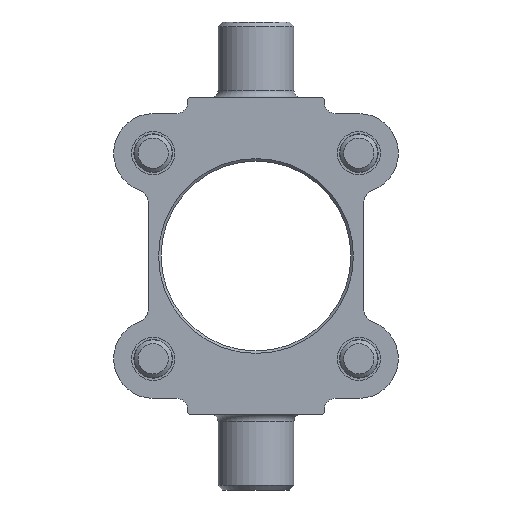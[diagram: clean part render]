
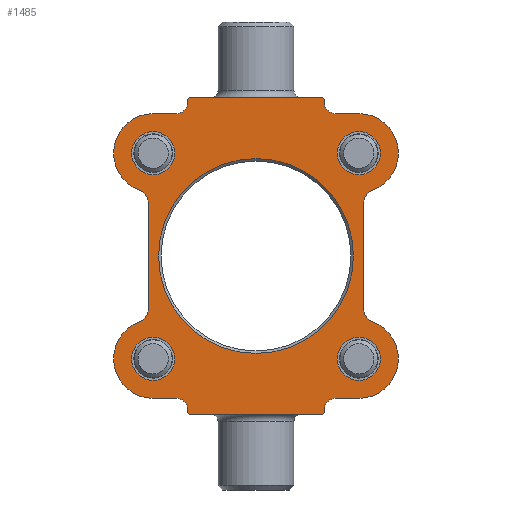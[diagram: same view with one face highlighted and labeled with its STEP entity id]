
A CAD part, front view. The second image highlights one B-rep face of the part: STEP entity #1485.
In plain terms, the highlighted planar face has unit normal (0, -1, 0).
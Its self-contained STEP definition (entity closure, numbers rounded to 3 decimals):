
#82=PLANE('',#1654);
#126=CIRCLE('',#1607,1.8);
#128=CIRCLE('',#1611,6.25);
#130=CIRCLE('',#1614,2.25);
#132=CIRCLE('',#1618,2.25);
#133=CIRCLE('',#1620,6.25);
#134=CIRCLE('',#1623,1.8);
#137=CIRCLE('',#1630,1.8);
#138=CIRCLE('',#1633,6.25);
#139=CIRCLE('',#1635,2.25);
#140=CIRCLE('',#1638,2.25);
#141=CIRCLE('',#1640,6.25);
#142=CIRCLE('',#1643,3.4);
#143=CIRCLE('',#1645,3.4);
#144=CIRCLE('',#1647,3.4);
#146=CIRCLE('',#1650,3.4);
#147=CIRCLE('',#1652,1.8);
#148=CIRCLE('',#1655,15.4);
#409=ORIENTED_EDGE('',*,*,#750,.F.);
#410=ORIENTED_EDGE('',*,*,#748,.T.);
#411=ORIENTED_EDGE('',*,*,#746,.T.);
#412=ORIENTED_EDGE('',*,*,#745,.T.);
#413=ORIENTED_EDGE('',*,*,#744,.T.);
#414=ORIENTED_EDGE('',*,*,#679,.F.);
#415=ORIENTED_EDGE('',*,*,#751,.F.);
#416=ORIENTED_EDGE('',*,*,#673,.F.);
#417=ORIENTED_EDGE('',*,*,#749,.T.);
#418=ORIENTED_EDGE('',*,*,#742,.F.);
#419=ORIENTED_EDGE('',*,*,#740,.F.);
#420=ORIENTED_EDGE('',*,*,#738,.T.);
#421=ORIENTED_EDGE('',*,*,#736,.F.);
#422=ORIENTED_EDGE('',*,*,#732,.T.);
#423=ORIENTED_EDGE('',*,*,#730,.F.);
#424=ORIENTED_EDGE('',*,*,#728,.F.);
#425=ORIENTED_EDGE('',*,*,#726,.T.);
#426=ORIENTED_EDGE('',*,*,#725,.F.);
#427=ORIENTED_EDGE('',*,*,#752,.F.);
#428=ORIENTED_EDGE('',*,*,#716,.F.);
#429=ORIENTED_EDGE('',*,*,#753,.F.);
#430=ORIENTED_EDGE('',*,*,#712,.F.);
#431=ORIENTED_EDGE('',*,*,#710,.T.);
#432=ORIENTED_EDGE('',*,*,#708,.F.);
#433=ORIENTED_EDGE('',*,*,#706,.F.);
#434=ORIENTED_EDGE('',*,*,#704,.T.);
#435=ORIENTED_EDGE('',*,*,#700,.F.);
#436=ORIENTED_EDGE('',*,*,#697,.T.);
#437=ORIENTED_EDGE('',*,*,#694,.F.);
#438=ORIENTED_EDGE('',*,*,#691,.F.);
#439=ORIENTED_EDGE('',*,*,#688,.T.);
#440=ORIENTED_EDGE('',*,*,#687,.F.);
#441=ORIENTED_EDGE('',*,*,#754,.F.);
#673=EDGE_CURVE('',#871,#872,#980,.T.);
#679=EDGE_CURVE('',#874,#875,#985,.T.);
#687=EDGE_CURVE('',#881,#878,#992,.T.);
#688=EDGE_CURVE('',#882,#878,#126,.T.);
#691=EDGE_CURVE('',#882,#884,#994,.T.);
#694=EDGE_CURVE('',#884,#886,#128,.T.);
#697=EDGE_CURVE('',#888,#886,#130,.T.);
#700=EDGE_CURVE('',#888,#890,#999,.T.);
#704=EDGE_CURVE('',#891,#890,#132,.T.);
#706=EDGE_CURVE('',#891,#892,#133,.T.);
#708=EDGE_CURVE('',#892,#893,#1004,.T.);
#710=EDGE_CURVE('',#894,#893,#134,.T.);
#712=EDGE_CURVE('',#894,#895,#1007,.T.);
#716=EDGE_CURVE('',#897,#898,#1010,.T.);
#725=EDGE_CURVE('',#904,#901,#1018,.T.);
#726=EDGE_CURVE('',#905,#901,#137,.T.);
#728=EDGE_CURVE('',#905,#906,#1020,.T.);
#730=EDGE_CURVE('',#906,#907,#138,.T.);
#732=EDGE_CURVE('',#908,#907,#139,.T.);
#736=EDGE_CURVE('',#908,#910,#1024,.T.);
#738=EDGE_CURVE('',#911,#910,#140,.T.);
#740=EDGE_CURVE('',#911,#912,#141,.T.);
#742=EDGE_CURVE('',#912,#913,#1028,.T.);
#744=EDGE_CURVE('',#914,#914,#142,.T.);
#745=EDGE_CURVE('',#915,#915,#143,.T.);
#746=EDGE_CURVE('',#916,#916,#144,.T.);
#748=EDGE_CURVE('',#918,#918,#146,.T.);
#749=EDGE_CURVE('',#871,#913,#147,.T.);
#750=EDGE_CURVE('',#919,#919,#148,.T.);
#751=EDGE_CURVE('',#872,#874,#1030,.T.);
#752=EDGE_CURVE('',#898,#904,#1031,.T.);
#753=EDGE_CURVE('',#895,#897,#1032,.T.);
#754=EDGE_CURVE('',#875,#881,#1033,.T.);
#871=VERTEX_POINT('',#2387);
#872=VERTEX_POINT('',#2388);
#874=VERTEX_POINT('',#2396);
#875=VERTEX_POINT('',#2398);
#878=VERTEX_POINT('',#2406);
#881=VERTEX_POINT('',#2412);
#882=VERTEX_POINT('',#2416);
#884=VERTEX_POINT('',#2422);
#886=VERTEX_POINT('',#2428);
#888=VERTEX_POINT('',#2434);
#890=VERTEX_POINT('',#2440);
#891=VERTEX_POINT('',#2450);
#892=VERTEX_POINT('',#2454);
#893=VERTEX_POINT('',#2458);
#894=VERTEX_POINT('',#2462);
#895=VERTEX_POINT('',#2466);
#897=VERTEX_POINT('',#2473);
#898=VERTEX_POINT('',#2474);
#901=VERTEX_POINT('',#2483);
#904=VERTEX_POINT('',#2489);
#905=VERTEX_POINT('',#2493);
#906=VERTEX_POINT('',#2497);
#907=VERTEX_POINT('',#2501);
#908=VERTEX_POINT('',#2505);
#910=VERTEX_POINT('',#2520);
#911=VERTEX_POINT('',#2524);
#912=VERTEX_POINT('',#2528);
#913=VERTEX_POINT('',#2532);
#914=VERTEX_POINT('',#2536);
#915=VERTEX_POINT('',#2539);
#916=VERTEX_POINT('',#2542);
#918=VERTEX_POINT('',#2547);
#919=VERTEX_POINT('',#2553);
#980=LINE('',#2386,#1072);
#985=LINE('',#2397,#1077);
#992=LINE('',#2413,#1084);
#994=LINE('',#2421,#1086);
#999=LINE('',#2439,#1091);
#1004=LINE('',#2457,#1096);
#1007=LINE('',#2465,#1099);
#1010=LINE('',#2472,#1102);
#1018=LINE('',#2490,#1110);
#1020=LINE('',#2496,#1112);
#1024=LINE('',#2519,#1116);
#1028=LINE('',#2531,#1120);
#1030=LINE('',#2554,#1122);
#1031=LINE('',#2555,#1123);
#1032=LINE('',#2556,#1124);
#1033=LINE('',#2557,#1125);
#1072=VECTOR('',#1844,1000.);
#1077=VECTOR('',#1853,1000.);
#1084=VECTOR('',#1864,1000.);
#1086=VECTOR('',#1874,1000.);
#1091=VECTOR('',#1893,1000.);
#1096=VECTOR('',#1908,1000.);
#1099=VECTOR('',#1917,1000.);
#1102=VECTOR('',#1924,1000.);
#1110=VECTOR('',#1936,1000.);
#1112=VECTOR('',#1944,1000.);
#1116=VECTOR('',#1958,1000.);
#1120=VECTOR('',#1972,1000.);
#1122=VECTOR('',#2002,1000.);
#1123=VECTOR('',#2003,1000.);
#1124=VECTOR('',#2004,1000.);
#1125=VECTOR('',#2005,1000.);
#1195=EDGE_LOOP('',(#409));
#1196=EDGE_LOOP('',(#410));
#1197=EDGE_LOOP('',(#411));
#1198=EDGE_LOOP('',(#412));
#1199=EDGE_LOOP('',(#413));
#1200=EDGE_LOOP('',(#414,#415,#416,#417,#418,#419,#420,#421,#422,#423,#424,
#425,#426,#427,#428,#429,#430,#431,#432,#433,#434,#435,#436,#437,#438,#439,
#440,#441));
#1329=FACE_BOUND('',#1195,.T.);
#1330=FACE_BOUND('',#1196,.T.);
#1331=FACE_BOUND('',#1197,.T.);
#1332=FACE_BOUND('',#1198,.T.);
#1333=FACE_BOUND('',#1199,.T.);
#1334=FACE_BOUND('',#1200,.T.);
#1485=ADVANCED_FACE('',(#1329,#1330,#1331,#1332,#1333,#1334),#82,.F.);
#1607=AXIS2_PLACEMENT_3D('',#2415,#1867,#1868);
#1611=AXIS2_PLACEMENT_3D('',#2427,#1879,#1880);
#1614=AXIS2_PLACEMENT_3D('',#2433,#1886,#1887);
#1618=AXIS2_PLACEMENT_3D('',#2449,#1898,#1899);
#1620=AXIS2_PLACEMENT_3D('',#2453,#1903,#1904);
#1623=AXIS2_PLACEMENT_3D('',#2461,#1912,#1913);
#1630=AXIS2_PLACEMENT_3D('',#2492,#1939,#1940);
#1633=AXIS2_PLACEMENT_3D('',#2500,#1948,#1949);
#1635=AXIS2_PLACEMENT_3D('',#2504,#1953,#1954);
#1638=AXIS2_PLACEMENT_3D('',#2523,#1962,#1963);
#1640=AXIS2_PLACEMENT_3D('',#2527,#1967,#1968);
#1643=AXIS2_PLACEMENT_3D('',#2535,#1976,#1977);
#1645=AXIS2_PLACEMENT_3D('',#2538,#1980,#1981);
#1647=AXIS2_PLACEMENT_3D('',#2541,#1984,#1985);
#1650=AXIS2_PLACEMENT_3D('',#2546,#1990,#1991);
#1652=AXIS2_PLACEMENT_3D('',#2549,#1994,#1995);
#1654=AXIS2_PLACEMENT_3D('',#2551,#1998,#1999);
#1655=AXIS2_PLACEMENT_3D('',#2552,#2000,#2001);
#1844=DIRECTION('',(-1.,0.,0.));
#1853=DIRECTION('',(0.,0.,1.));
#1864=DIRECTION('',(1.,0.,0.));
#1867=DIRECTION('',(0.,1.,0.));
#1868=DIRECTION('',(1.,0.,0.));
#1874=DIRECTION('',(0.,0.,1.));
#1879=DIRECTION('',(0.,1.,0.));
#1880=DIRECTION('',(1.,0.,0.));
#1886=DIRECTION('',(0.,1.,0.));
#1887=DIRECTION('',(1.,0.,0.));
#1893=DIRECTION('',(1.,0.,0.));
#1898=DIRECTION('',(0.,1.,0.));
#1899=DIRECTION('',(1.,0.,0.));
#1903=DIRECTION('',(0.,1.,0.));
#1904=DIRECTION('',(1.,0.,0.));
#1908=DIRECTION('',(0.,0.,-1.));
#1912=DIRECTION('',(0.,1.,0.));
#1913=DIRECTION('',(1.,0.,0.));
#1917=DIRECTION('',(1.,0.,0.));
#1924=DIRECTION('',(0.,0.,-1.));
#1936=DIRECTION('',(-1.,0.,0.));
#1939=DIRECTION('',(0.,1.,0.));
#1940=DIRECTION('',(1.,0.,0.));
#1944=DIRECTION('',(0.,0.,-1.));
#1948=DIRECTION('',(0.,1.,0.));
#1949=DIRECTION('',(1.,0.,0.));
#1953=DIRECTION('',(0.,1.,0.));
#1954=DIRECTION('',(1.,0.,0.));
#1958=DIRECTION('',(-1.,0.,0.));
#1962=DIRECTION('',(0.,1.,0.));
#1963=DIRECTION('',(1.,0.,0.));
#1967=DIRECTION('',(0.,1.,0.));
#1968=DIRECTION('',(1.,0.,0.));
#1972=DIRECTION('',(0.,0.,1.));
#1976=DIRECTION('',(0.,1.,0.));
#1977=DIRECTION('',(1.,0.,0.));
#1980=DIRECTION('',(0.,1.,0.));
#1981=DIRECTION('',(1.,0.,0.));
#1984=DIRECTION('',(0.,1.,0.));
#1985=DIRECTION('',(1.,0.,0.));
#1990=DIRECTION('',(0.,1.,0.));
#1991=DIRECTION('',(1.,0.,0.));
#1994=DIRECTION('',(0.,1.,0.));
#1995=DIRECTION('',(1.,0.,0.));
#1998=DIRECTION('',(0.,1.,0.));
#1999=DIRECTION('',(0.,0.,1.));
#2000=DIRECTION('',(0.,-1.,0.));
#2001=DIRECTION('',(0.,0.,-1.));
#2002=DIRECTION('',(-0.707,0.,0.707));
#2003=DIRECTION('',(-0.707,0.,-0.707));
#2004=DIRECTION('',(0.707,0.,-0.707));
#2005=DIRECTION('',(0.707,0.,0.707));
#2386=CARTESIAN_POINT('',(-24.3,0.,-10.75));
#2387=CARTESIAN_POINT('',(-24.3,0.,-10.75));
#2388=CARTESIAN_POINT('',(-24.8,0.,-10.75));
#2396=CARTESIAN_POINT('',(-25.,0.,-10.55));
#2397=CARTESIAN_POINT('',(-25.,0.,-10.75));
#2398=CARTESIAN_POINT('',(-25.,0.,10.55));
#2406=CARTESIAN_POINT('',(-24.3,0.,10.75));
#2412=CARTESIAN_POINT('',(-24.8,0.,10.75));
#2413=CARTESIAN_POINT('',(-25.,0.,10.75));
#2415=CARTESIAN_POINT('',(-24.3,0.,12.55));
#2416=CARTESIAN_POINT('',(-22.5,0.,12.55));
#2421=CARTESIAN_POINT('',(-22.5,0.,12.55));
#2422=CARTESIAN_POINT('',(-22.5,0.,16.25));
#2427=CARTESIAN_POINT('',(-16.25,0.,16.25));
#2428=CARTESIAN_POINT('',(-10.402,0.,18.456));
#2433=CARTESIAN_POINT('',(-8.297,0.,19.25));
#2434=CARTESIAN_POINT('',(-8.297,0.,17.));
#2439=CARTESIAN_POINT('',(-8.297,0.,17.));
#2440=CARTESIAN_POINT('',(8.297,0.,17.));
#2449=CARTESIAN_POINT('',(8.297,0.,19.25));
#2450=CARTESIAN_POINT('',(10.402,0.,18.456));
#2453=CARTESIAN_POINT('',(16.25,0.,16.25));
#2454=CARTESIAN_POINT('',(22.5,0.,16.25));
#2457=CARTESIAN_POINT('',(22.5,0.,16.25));
#2458=CARTESIAN_POINT('',(22.5,0.,12.55));
#2461=CARTESIAN_POINT('',(24.3,0.,12.55));
#2462=CARTESIAN_POINT('',(24.3,0.,10.75));
#2465=CARTESIAN_POINT('',(24.3,0.,10.75));
#2466=CARTESIAN_POINT('',(24.8,0.,10.75));
#2472=CARTESIAN_POINT('',(25.,0.,10.75));
#2473=CARTESIAN_POINT('',(25.,0.,10.55));
#2474=CARTESIAN_POINT('',(25.,0.,-10.55));
#2483=CARTESIAN_POINT('',(24.3,0.,-10.75));
#2489=CARTESIAN_POINT('',(24.8,0.,-10.75));
#2490=CARTESIAN_POINT('',(25.,0.,-10.75));
#2492=CARTESIAN_POINT('',(24.3,0.,-12.55));
#2493=CARTESIAN_POINT('',(22.5,0.,-12.55));
#2496=CARTESIAN_POINT('',(22.5,0.,-12.55));
#2497=CARTESIAN_POINT('',(22.5,0.,-16.25));
#2500=CARTESIAN_POINT('',(16.25,0.,-16.25));
#2501=CARTESIAN_POINT('',(10.402,0.,-18.456));
#2504=CARTESIAN_POINT('',(8.297,0.,-19.25));
#2505=CARTESIAN_POINT('',(8.297,0.,-17.));
#2519=CARTESIAN_POINT('',(8.297,0.,-17.));
#2520=CARTESIAN_POINT('',(-8.297,0.,-17.));
#2523=CARTESIAN_POINT('',(-8.297,0.,-19.25));
#2524=CARTESIAN_POINT('',(-10.402,0.,-18.456));
#2527=CARTESIAN_POINT('',(-16.25,0.,-16.25));
#2528=CARTESIAN_POINT('',(-22.5,0.,-16.25));
#2531=CARTESIAN_POINT('',(-22.5,0.,-16.25));
#2532=CARTESIAN_POINT('',(-22.5,0.,-12.55));
#2535=CARTESIAN_POINT('',(16.25,0.,-16.25));
#2536=CARTESIAN_POINT('',(19.65,0.,-16.25));
#2538=CARTESIAN_POINT('',(16.25,0.,16.25));
#2539=CARTESIAN_POINT('',(19.65,0.,16.25));
#2541=CARTESIAN_POINT('',(-16.25,0.,-16.25));
#2542=CARTESIAN_POINT('',(-12.85,0.,-16.25));
#2546=CARTESIAN_POINT('',(-16.25,0.,16.25));
#2547=CARTESIAN_POINT('',(-12.85,0.,16.25));
#2549=CARTESIAN_POINT('',(-24.3,0.,-12.55));
#2551=CARTESIAN_POINT('',(-24.3,0.,12.55));
#2552=CARTESIAN_POINT('',(0.,0.,0.));
#2553=CARTESIAN_POINT('',(0.,0.,-15.4));
#2554=CARTESIAN_POINT('',(-24.8,0.,-10.75));
#2555=CARTESIAN_POINT('',(25.,0.,-10.55));
#2556=CARTESIAN_POINT('',(24.8,0.,10.75));
#2557=CARTESIAN_POINT('',(-25.,0.,10.55));
